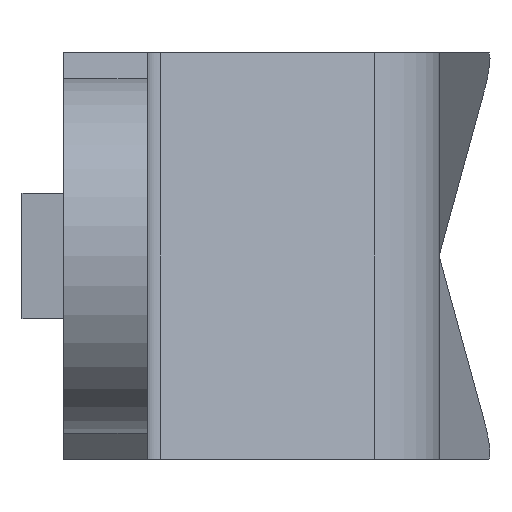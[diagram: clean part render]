
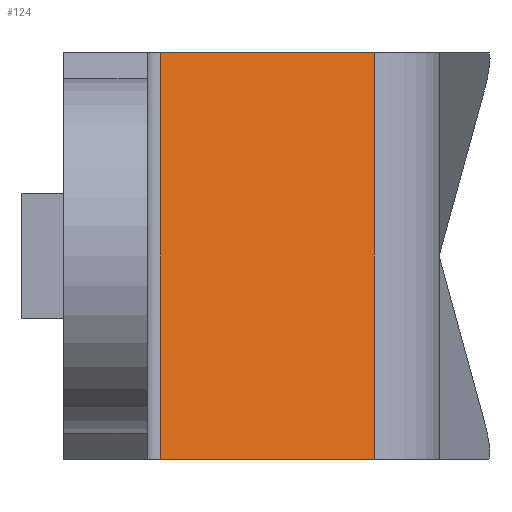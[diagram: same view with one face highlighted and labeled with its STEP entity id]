
A CAD part, left-side view. The second image highlights one B-rep face of the part: STEP entity #124.
In plain terms, the highlighted planar face has unit normal (-0.926, -0.378, 0).
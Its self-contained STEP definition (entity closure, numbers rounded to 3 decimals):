
#124 = ADVANCED_FACE( '', ( #255 ), #256, .F. );
#255 = FACE_OUTER_BOUND( '', #396, .T. );
#256 = PLANE( '', #397 );
#396 = EDGE_LOOP( '', ( #627, #628, #629, #630 ) );
#397 = AXIS2_PLACEMENT_3D( '', #631, #632, #633 );
#627 = ORIENTED_EDGE( '', *, *, #946, .T. );
#628 = ORIENTED_EDGE( '', *, *, #868, .T. );
#629 = ORIENTED_EDGE( '', *, *, #880, .F. );
#630 = ORIENTED_EDGE( '', *, *, #947, .T. );
#631 = CARTESIAN_POINT( '', ( 14.366, -0.622, 10. ) );
#632 = DIRECTION( '', ( 0.926, 0.378, 0. ) );
#633 = DIRECTION( '', ( -0.378, 0.926, 0. ) );
#868 = EDGE_CURVE( '', #1030, #1028, #1031, .T. );
#880 = EDGE_CURVE( '', #1050, #1028, #1051, .T. );
#946 = EDGE_CURVE( '', #1160, #1030, #1161, .T. );
#947 = EDGE_CURVE( '', #1050, #1160, #1162, .T. );
#1028 = VERTEX_POINT( '', #1257 );
#1030 = VERTEX_POINT( '', #1259 );
#1031 = LINE( '', #1260, #1261 );
#1050 = VERTEX_POINT( '', #1287 );
#1051 = LINE( '', #1288, #1289 );
#1160 = VERTEX_POINT( '', #1436 );
#1161 = LINE( '', #1437, #1438 );
#1162 = LINE( '', #1439, #1440 );
#1257 = CARTESIAN_POINT( '', ( 18.556, -10.889, -9.75 ) );
#1259 = CARTESIAN_POINT( '', ( 14.366, -0.622, -9.75 ) );
#1260 = CARTESIAN_POINT( '', ( 14.366, -0.622, -9.75 ) );
#1261 = VECTOR( '', #1560, 1000. );
#1287 = CARTESIAN_POINT( '', ( 18.556, -10.889, 9.75 ) );
#1288 = CARTESIAN_POINT( '', ( 18.556, -10.889, 10. ) );
#1289 = VECTOR( '', #1577, 1000. );
#1436 = CARTESIAN_POINT( '', ( 14.366, -0.622, 9.75 ) );
#1437 = CARTESIAN_POINT( '', ( 14.366, -0.622, 10. ) );
#1438 = VECTOR( '', #1652, 1000. );
#1439 = CARTESIAN_POINT( '', ( 14.366, -0.622, 9.75 ) );
#1440 = VECTOR( '', #1653, 1000. );
#1560 = DIRECTION( '', ( 0.378, -0.926, 0. ) );
#1577 = DIRECTION( '', ( 0., 0., -1. ) );
#1652 = DIRECTION( '', ( 0., 0., -1. ) );
#1653 = DIRECTION( '', ( -0.378, 0.926, 0. ) );
